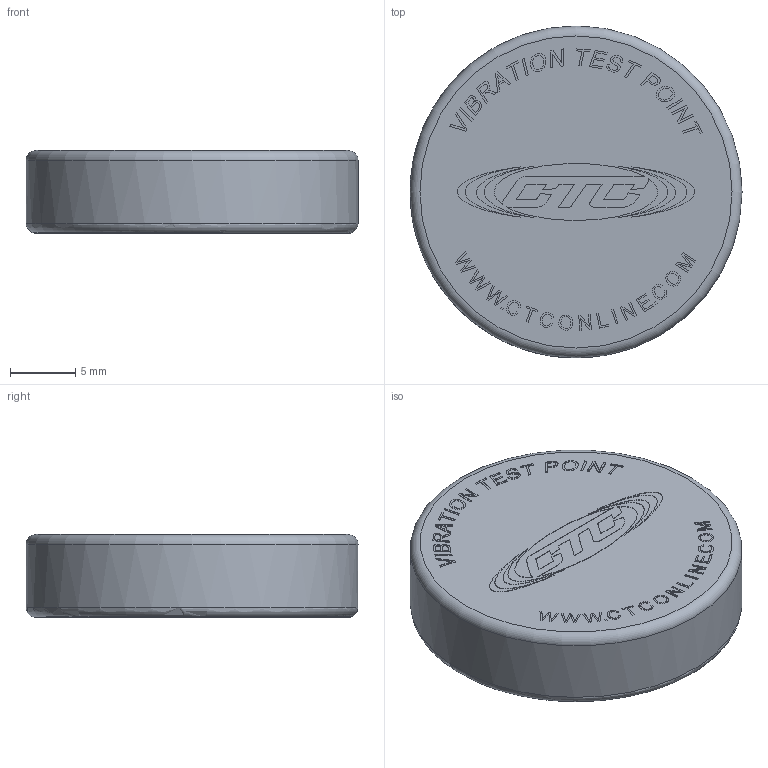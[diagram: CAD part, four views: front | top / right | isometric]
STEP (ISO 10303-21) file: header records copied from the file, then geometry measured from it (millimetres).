
FILE_DESCRIPTION(/* description */ (''),/* implementation_level */ '2;1');
FILE_NAME(/* name */ 'MH133-1A.stp',/* time_stamp */ '2017-05-05T17:35:35-04:00',/* author */ ('aneininger'),/* organization */ ('CONNECTION TECHNOLOGY CENTER'),/* preprocessor_version */ 'ST-DEVELOPER v16.5',/* originating_system */ 'Autodesk Inventor 2017',/* authorisation */ '');
FILE_SCHEMA (('AUTOMOTIVE_DESIGN { 1 0 10303 214 3 1 1 }'));
Length unit declared in the file: inch
Products named in the file (1): MH133-1A
Bounding box: 25.4 x 25.4 x 6.35 mm (x, y, z)
Volume: 3383.4 mm3; surface area: 1649.4 mm2
Topology: 1 solids, 1 shells, 1264 faces, 3634 edges, 2422 vertices
Faces by surface type: plane 1241, cylinder 15, bspline 5, torus 3
Full cylindrical faces by diameter (mm): 25.4 x1
Entity records: 47702 total; most frequent: CARTESIAN_POINT 13252, ORIENTED_EDGE 7254, DIRECTION 6175, EDGE_CURVE 3627, LINE 3583, VECTOR 3583, VERTEX_POINT 2419, EDGE_LOOP 1316
